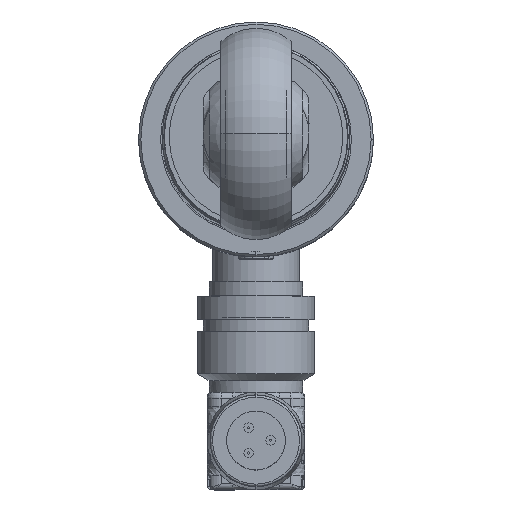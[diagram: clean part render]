
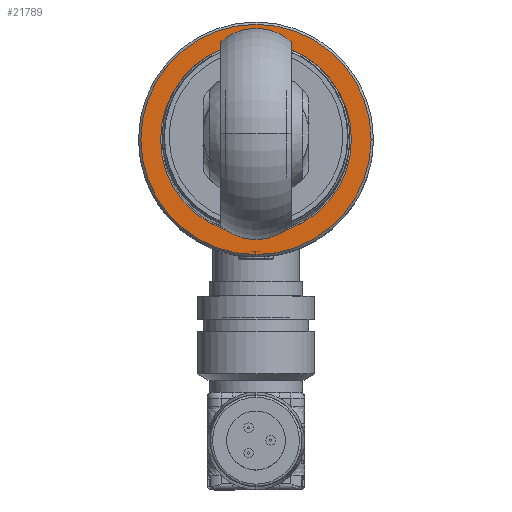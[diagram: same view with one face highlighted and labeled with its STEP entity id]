
A CAD part, top view. The second image highlights one B-rep face of the part: STEP entity #21789.
In plain terms, the highlighted planar face has unit normal (0, 0, 1).
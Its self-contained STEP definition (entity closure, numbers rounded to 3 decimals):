
#367 = VERTEX_POINT ( 'NONE', #7810 ) ;
#474 = EDGE_CURVE ( 'NONE', #566, #571, #8513, .T. ) ;
#566 = VERTEX_POINT ( 'NONE', #9157 ) ;
#571 = VERTEX_POINT ( 'NONE', #9113 ) ;
#576 = EDGE_CURVE ( 'NONE', #13855, #367, #9121, .T. ) ;
#741 = ORIENTED_EDGE ( 'NONE', *, *, #576, .T. ) ;
#749 = EDGE_CURVE ( 'NONE', #571, #566, #14246, .T. ) ;
#750 = ORIENTED_EDGE ( 'NONE', *, *, #474, .F. ) ;
#874 = EDGE_CURVE ( 'NONE', #367, #13855, #14630, .T. ) ;
#875 = ORIENTED_EDGE ( 'NONE', *, *, #874, .T. ) ;
#1125 = ORIENTED_EDGE ( 'NONE', *, *, #749, .F. ) ;
#5721 = CARTESIAN_POINT ( 'NONE',  ( -9.8, 0., -129.2 ) ) ;
#7810 = CARTESIAN_POINT ( 'NONE',  ( 9.8, 0., -129.2 ) ) ;
#8488 = DIRECTION ( 'NONE',  ( -1., 0., 0. ) ) ;
#8490 = DIRECTION ( 'NONE',  ( 0., 0., 1. ) ) ;
#8491 = AXIS2_PLACEMENT_3D ( 'NONE', #8520, #8490, #8488 ) ;
#8513 = CIRCLE ( 'NONE', #8491, 8.125 ) ;
#8520 = CARTESIAN_POINT ( 'NONE',  ( 0., 0., -129.2 ) ) ;
#9113 = CARTESIAN_POINT ( 'NONE',  ( -8.125, 0., -129.2 ) ) ;
#9121 = CIRCLE ( 'NONE', #9262, 9.8 ) ;
#9128 = DIRECTION ( 'NONE',  ( 0., 0., 1. ) ) ;
#9157 = CARTESIAN_POINT ( 'NONE',  ( 8.125, 0., -129.2 ) ) ;
#9174 = CARTESIAN_POINT ( 'NONE',  ( 0., 0., -129.2 ) ) ;
#9261 = DIRECTION ( 'NONE',  ( -1., 0., 0. ) ) ;
#9262 = AXIS2_PLACEMENT_3D ( 'NONE', #9174, #9128, #9261 ) ;
#11579 = FACE_OUTER_BOUND ( 'NONE', #12262, .T. ) ;
#11583 = PLANE ( 'NONE',  #11584 ) ;
#11584 = AXIS2_PLACEMENT_3D ( 'NONE', #11610, #11609, #11608 ) ;
#11586 = FACE_BOUND ( 'NONE', #21798, .T. ) ;
#11608 = DIRECTION ( 'NONE',  ( -1., 0., 0. ) ) ;
#11609 = DIRECTION ( 'NONE',  ( 0., 0., 1. ) ) ;
#11610 = CARTESIAN_POINT ( 'NONE',  ( 0., 0., -129.2 ) ) ;
#12262 = EDGE_LOOP ( 'NONE', ( #875, #741 ) ) ;
#13855 = VERTEX_POINT ( 'NONE', #5721 ) ;
#14239 = AXIS2_PLACEMENT_3D ( 'NONE', #14283, #14278, #14277 ) ;
#14246 = CIRCLE ( 'NONE', #14239, 8.125 ) ;
#14277 = DIRECTION ( 'NONE',  ( -1., 0., 0. ) ) ;
#14278 = DIRECTION ( 'NONE',  ( 0., 0., 1. ) ) ;
#14283 = CARTESIAN_POINT ( 'NONE',  ( 0., 0., -129.2 ) ) ;
#14630 = CIRCLE ( 'NONE', #14664, 9.8 ) ;
#14658 = DIRECTION ( 'NONE',  ( -1., 0., 0. ) ) ;
#14659 = DIRECTION ( 'NONE',  ( 0., 0., 1. ) ) ;
#14660 = CARTESIAN_POINT ( 'NONE',  ( 0., 0., -129.2 ) ) ;
#14664 = AXIS2_PLACEMENT_3D ( 'NONE', #14660, #14659, #14658 ) ;
#21789 = ADVANCED_FACE ( 'NONE', ( #11579, #11586 ), #11583, .T. ) ;
#21798 = EDGE_LOOP ( 'NONE', ( #1125, #750 ) ) ;
